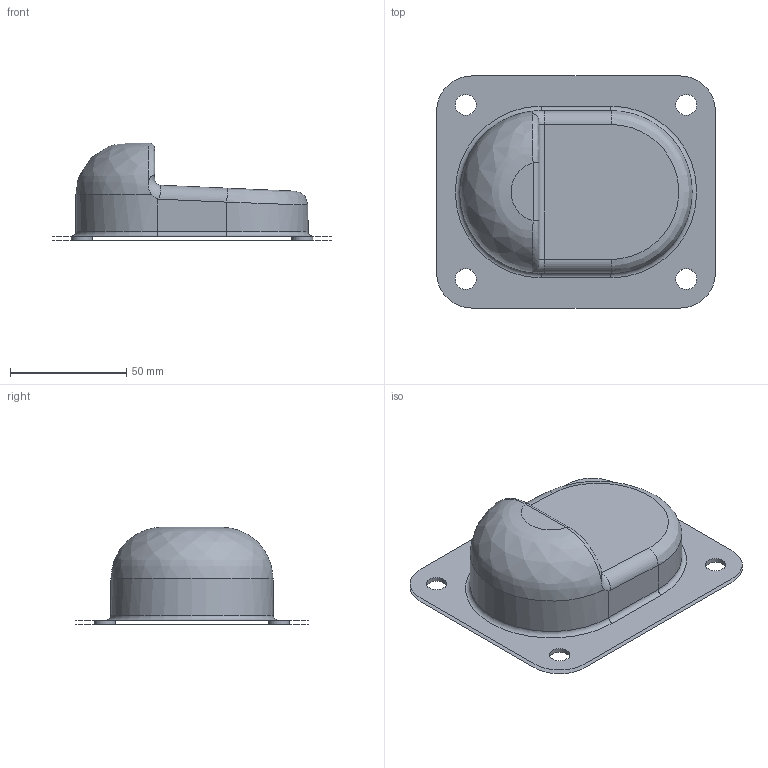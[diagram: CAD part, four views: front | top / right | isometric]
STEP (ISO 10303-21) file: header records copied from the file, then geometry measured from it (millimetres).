
FILE_DESCRIPTION(/* description */ ('BATTENTE DI ARRESTO A FISSARE ZINCATO'),/* implementation_level */ '2;1');
FILE_NAME(/* name */ '10704601 001.stp',/* time_stamp */ '2021-09-29T15:51:10+02:00',/* author */ ('gcocco'),/* organization */ (''),/* preprocessor_version */ 'ST-DEVELOPER v17.2',/* originating_system */ 'Autodesk Inventor 2019',/* authorisation */ '');
FILE_SCHEMA (('AUTOMOTIVE_DESIGN { 1 0 10303 214 3 1 1 }'));
Length unit declared in the file: millimetre
Products named in the file (1): 26000540  001
Bounding box: 120 x 100 x 42 mm (x, y, z)
Surface area: 23748.2 mm2 (no closed solid volume)
Topology: 0 solids, 2 shells, 29 faces, 89 edges, 64 vertices
Faces by surface type: cylinder 13, plane 7, bspline 5, torus 4
Full cylindrical faces by diameter (mm): 9 x4
Entity records: 1365 total; most frequent: CARTESIAN_POINT 525, DIRECTION 166, ORIENTED_EDGE 152, EDGE_CURVE 89, AXIS2_PLACEMENT_3D 67, VERTEX_POINT 64, CIRCLE 40, EDGE_LOOP 39
